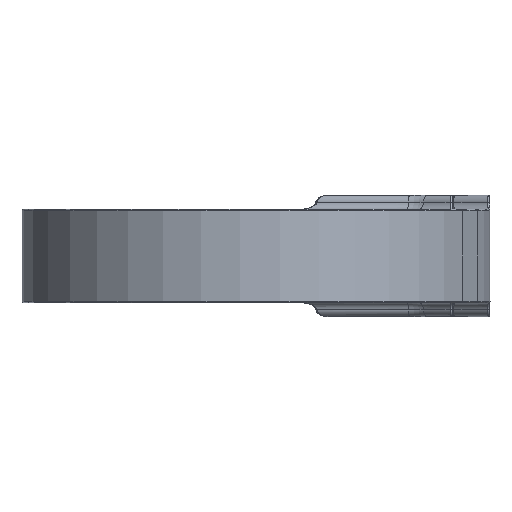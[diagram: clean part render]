
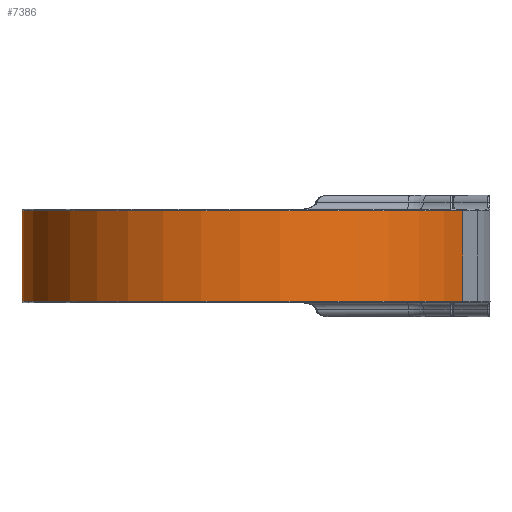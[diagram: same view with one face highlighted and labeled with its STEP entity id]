
A CAD part, left-side view. The second image highlights one B-rep face of the part: STEP entity #7386.
In plain terms, the highlighted cylindrical face has radius 31.25 mm (diameter 62.5 mm), a partial arc.
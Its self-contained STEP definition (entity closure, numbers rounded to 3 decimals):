
#2369=CARTESIAN_POINT('',(0.,0.,6.15));
#2370=DIRECTION('',(0.,0.,1.));
#2371=DIRECTION('',(0.945,0.327,0.));
#2372=AXIS2_PLACEMENT_3D('',#2369,#2370,#2371);
#2374=CARTESIAN_POINT('',(0.,0.,-6.15));
#2375=DIRECTION('',(0.,0.,-1.));
#2376=DIRECTION('',(-0.404,-0.915,0.));
#2377=AXIS2_PLACEMENT_3D('',#2374,#2375,#2376);
#2379=DIRECTION('',(0.,0.,1.));
#2380=VECTOR('',#2379,12.3);
#2381=CARTESIAN_POINT('',(29.533,10.216,-6.15));
#2382=LINE('',#2381,#2380);
#2391=DIRECTION('',(0.,0.,1.));
#2392=VECTOR('',#2391,12.3);
#2393=CARTESIAN_POINT('',(-12.634,-28.582,-6.15));
#2394=LINE('',#2393,#2392);
#3486=CARTESIAN_POINT('',(29.533,10.216,6.15));
#3487=VERTEX_POINT('',#3486);
#3490=CARTESIAN_POINT('',(-12.634,-28.582,6.15));
#3491=VERTEX_POINT('',#3490);
#3542=CARTESIAN_POINT('',(-12.634,-28.582,-6.15));
#3543=VERTEX_POINT('',#3542);
#3546=CARTESIAN_POINT('',(29.533,10.216,-6.15));
#3547=VERTEX_POINT('',#3546);
#7374=CARTESIAN_POINT('',(0.,0.,-6.35));
#7375=DIRECTION('',(0.,0.,1.));
#7376=DIRECTION('',(1.,0.,0.));
#7377=AXIS2_PLACEMENT_3D('',#7374,#7375,#7376);
#7378=CYLINDRICAL_SURFACE('',#7377,31.25);
#7379=ORIENTED_EDGE('',*,*,#5943,.T.);
#7381=ORIENTED_EDGE('',*,*,#7380,.F.);
#7382=ORIENTED_EDGE('',*,*,#3887,.T.);
#7383=ORIENTED_EDGE('',*,*,#7358,.T.);
#7384=EDGE_LOOP('',(#7379,#7381,#7382,#7383));
#7385=FACE_OUTER_BOUND('',#7384,.F.);
#7386=ADVANCED_FACE('',(#7385),#7378,.T.);
#2373=CIRCLE('',#2372,31.25);
#2378=CIRCLE('',#2377,31.25);
#3887=EDGE_CURVE('',#3543,#3547,#2378,.T.);
#5943=EDGE_CURVE('',#3487,#3491,#2373,.T.);
#7358=EDGE_CURVE('',#3547,#3487,#2382,.T.);
#7380=EDGE_CURVE('',#3543,#3491,#2394,.T.);
